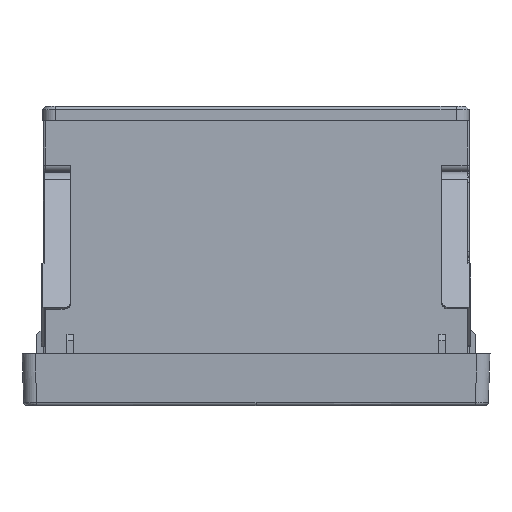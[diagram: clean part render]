
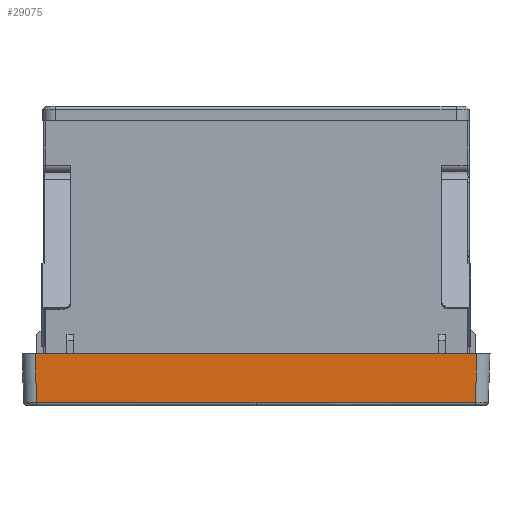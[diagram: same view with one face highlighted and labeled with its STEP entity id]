
A CAD part, left-side view. The second image highlights one B-rep face of the part: STEP entity #29075.
In plain terms, the highlighted face is planar.
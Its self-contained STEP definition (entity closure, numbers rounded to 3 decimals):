
#267 = EDGE_CURVE ( 'NONE', #13703, #25460, #1357, .T. ) ;
#701 = AXIS2_PLACEMENT_3D ( 'NONE', #30811, #28168, #18686 ) ;
#1357 = LINE ( 'NONE', #14222, #26419 ) ;
#1946 = VERTEX_POINT ( 'NONE', #5344 ) ;
#2418 = ORIENTED_EDGE ( 'NONE', *, *, #25198, .T. ) ;
#2471 = VECTOR ( 'NONE', #16843, 1000. ) ;
#3247 = CARTESIAN_POINT ( 'NONE',  ( 24., 70.001, 0. ) ) ;
#3556 = CARTESIAN_POINT ( 'NONE',  ( 24., 53., 0. ) ) ;
#3674 = VERTEX_POINT ( 'NONE', #3247 ) ;
#5344 = CARTESIAN_POINT ( 'NONE',  ( 24.263, 69.739, 7.517 ) ) ;
#5671 = ORIENTED_EDGE ( 'NONE', *, *, #11740, .T. ) ;
#7451 = CARTESIAN_POINT ( 'NONE',  ( 24.263, 36., 7.517 ) ) ;
#8078 = PLANE ( 'NONE',  #701 ) ;
#8442 = EDGE_LOOP ( 'NONE', ( #2418, #5671, #22299, #24599, #17117 ) ) ;
#9374 = VERTEX_POINT ( 'NONE', #7451 ) ;
#11381 = EDGE_CURVE ( 'NONE', #13703, #9374, #14669, .T. ) ;
#11740 = EDGE_CURVE ( 'NONE', #1946, #3674, #20714, .T. ) ;
#12093 = CARTESIAN_POINT ( 'NONE',  ( 24.263, 69.739, 7.517 ) ) ;
#13478 = VECTOR ( 'NONE', #16836, 1000. ) ;
#13703 = VERTEX_POINT ( 'NONE', #21215 ) ;
#14222 = CARTESIAN_POINT ( 'NONE',  ( 24.002, 2.001, 0.07 ) ) ;
#14669 = LINE ( 'NONE', #16747, #2471 ) ;
#16747 = CARTESIAN_POINT ( 'NONE',  ( 24.263, 48., 7.517 ) ) ;
#16836 = DIRECTION ( 'NONE',  ( 0., 1., 0. ) ) ;
#16843 = DIRECTION ( 'NONE',  ( 0., 1., 0. ) ) ;
#17117 = ORIENTED_EDGE ( 'NONE', *, *, #11381, .T. ) ;
#18686 = DIRECTION ( 'NONE',  ( 0.035, 0., 0.999 ) ) ;
#20165 = VECTOR ( 'NONE', #25624, 1000. ) ;
#20467 = CARTESIAN_POINT ( 'NONE',  ( 24., 1.999, 0. ) ) ;
#20714 = LINE ( 'NONE', #12093, #22232 ) ;
#21215 = CARTESIAN_POINT ( 'NONE',  ( 24.263, 2.261, 7.517 ) ) ;
#21439 = DIRECTION ( 'NONE',  ( -0.035, -0.035, -0.999 ) ) ;
#21928 = CARTESIAN_POINT ( 'NONE',  ( 24.263, 24., 7.517 ) ) ;
#22232 = VECTOR ( 'NONE', #26265, 1000. ) ;
#22299 = ORIENTED_EDGE ( 'NONE', *, *, #30806, .T. ) ;
#23929 = FACE_OUTER_BOUND ( 'NONE', #8442, .T. ) ;
#24599 = ORIENTED_EDGE ( 'NONE', *, *, #267, .F. ) ;
#25198 = EDGE_CURVE ( 'NONE', #9374, #1946, #29377, .T. ) ;
#25460 = VERTEX_POINT ( 'NONE', #20467 ) ;
#25624 = DIRECTION ( 'NONE',  ( 0., -1., 0. ) ) ;
#26265 = DIRECTION ( 'NONE',  ( -0.035, 0.035, -0.999 ) ) ;
#26419 = VECTOR ( 'NONE', #21439, 1000. ) ;
#28068 = LINE ( 'NONE', #3556, #20165 ) ;
#28168 = DIRECTION ( 'NONE',  ( -0.999, 0., 0.035 ) ) ;
#29075 = ADVANCED_FACE ( 'NONE', ( #23929 ), #8078, .T. ) ;
#29377 = LINE ( 'NONE', #21928, #13478 ) ;
#30806 = EDGE_CURVE ( 'NONE', #3674, #25460, #28068, .T. ) ;
#30811 = CARTESIAN_POINT ( 'NONE',  ( 24.149, 53., 4.266 ) ) ;
